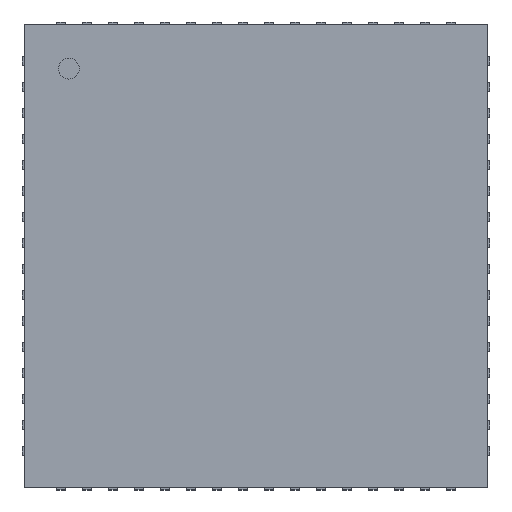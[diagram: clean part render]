
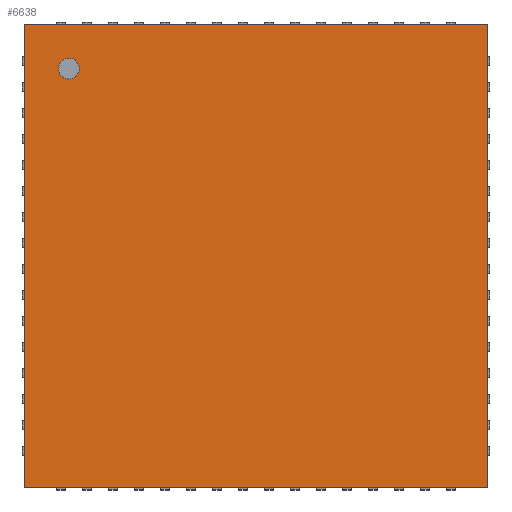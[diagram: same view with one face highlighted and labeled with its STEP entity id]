
A CAD part, top view. The second image highlights one B-rep face of the part: STEP entity #6638.
In plain terms, the highlighted planar face has unit normal (0, 0, 1).
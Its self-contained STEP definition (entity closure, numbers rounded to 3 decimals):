
#13=DIRECTION('',(0.,0.,1.));
#27=VECTOR('',#28,1.);
#28=DIRECTION('',(0.,-1.,0.));
#34=VECTOR('',#35,1.);
#35=DIRECTION('',(1.,0.,0.));
#1612=ORIENTED_EDGE('',*,*,#1613,.F.);
#1613=EDGE_CURVE('',#1614,#1616,#1618,.T.);
#1614=VERTEX_POINT('',#1615);
#1615=CARTESIAN_POINT('',(-4.45,4.45,1.1));
#1616=VERTEX_POINT('',#1617);
#1617=CARTESIAN_POINT('',(4.45,4.45,1.1));
#1618=LINE('',#1615,#34);
#1640=DIRECTION('',(0.,0.,-1.));
#1907=ORIENTED_EDGE('',*,*,#1908,.T.);
#1908=EDGE_CURVE('',#1614,#1909,#1911,.T.);
#1909=VERTEX_POINT('',#1910);
#1910=CARTESIAN_POINT('',(-4.45,-4.45,1.1));
#1911=LINE('',#1615,#27);
#4183=EDGE_CURVE('',#1616,#4184,#4186,.T.);
#4184=VERTEX_POINT('',#4185);
#4185=CARTESIAN_POINT('',(4.45,-4.45,1.1));
#4186=LINE('',#1617,#27);
#4453=EDGE_CURVE('',#1909,#4184,#4454,.T.);
#4454=LINE('',#1910,#34);
#6638=ADVANCED_FACE('',(#6639,#6643),#6653,.T.);
#6639=FACE_BOUND('',#6640,.T.);
#6640=EDGE_LOOP('',(#1612,#1907,#6641,#6642));
#6641=ORIENTED_EDGE('',*,*,#4453,.T.);
#6642=ORIENTED_EDGE('',*,*,#4183,.F.);
#6643=FACE_BOUND('',#6644,.T.);
#6644=EDGE_LOOP('',(#6645));
#6645=ORIENTED_EDGE('',*,*,#6646,.T.);
#6646=EDGE_CURVE('',#6647,#6647,#6649,.T.);
#6647=VERTEX_POINT('',#6648);
#6648=CARTESIAN_POINT('',(-3.6,3.4,1.1));
#6649=CIRCLE('',#6650,0.2);
#6650=AXIS2_PLACEMENT_3D('',#6651,#1640,#6652);
#6651=CARTESIAN_POINT('',(-3.6,3.6,1.1));
#6652=DIRECTION('',(0.,-1.,0.));
#6653=PLANE('',#6654);
#6654=AXIS2_PLACEMENT_3D('',#1615,#13,#28);
